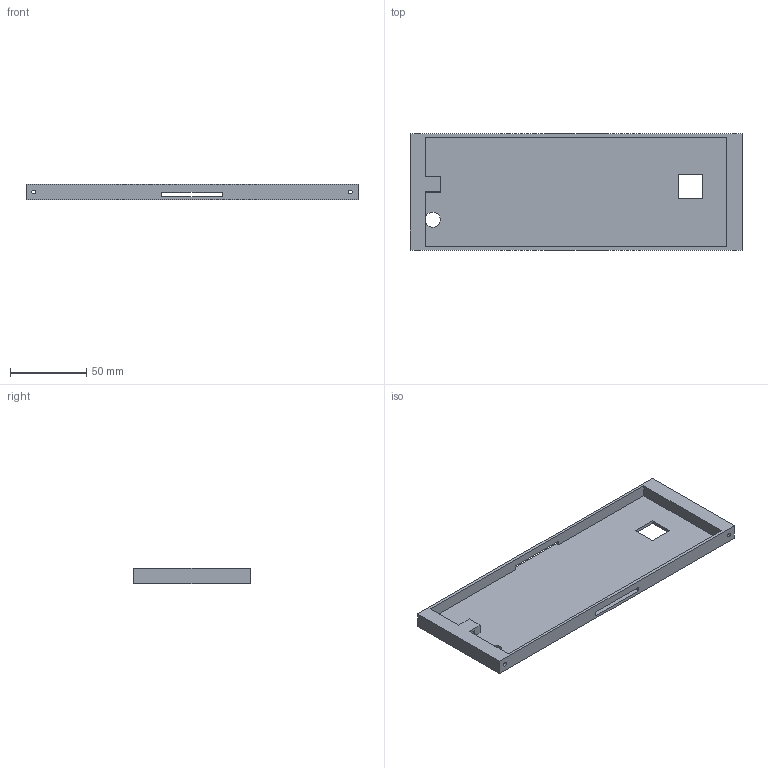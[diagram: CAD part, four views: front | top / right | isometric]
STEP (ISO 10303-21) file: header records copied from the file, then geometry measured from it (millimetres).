
FILE_DESCRIPTION(('FreeCAD Model'),'2;1');
FILE_NAME('Open CASCADE Shape Model','2025-03-02T16:57:45',(''),(''), 'Open CASCADE STEP processor 7.8','FreeCAD','Unknown');
FILE_SCHEMA(('AUTOMOTIVE_DESIGN { 1 0 10303 214 1 1 1 1 }'));
Length unit declared in the file: millimetre
Products named in the file (1): rear_panel
Bounding box: 218.3 x 76.3 x 10 mm (x, y, z)
Volume: 45720.8 mm3; surface area: 45520.5 mm2
Topology: 1 solids, 1 shells, 46 faces, 131 edges, 87 vertices
Faces by surface type: plane 39, cylinder 7
Full cylindrical faces by diameter (mm): 2.5 x4, 10 x1
Entity records: 1538 total; most frequent: CARTESIAN_POINT 265, ORIENTED_EDGE 262, DIRECTION 240, EDGE_CURVE 131, LINE 116, VECTOR 116, VERTEX_POINT 87, FACE_BOUND 63
